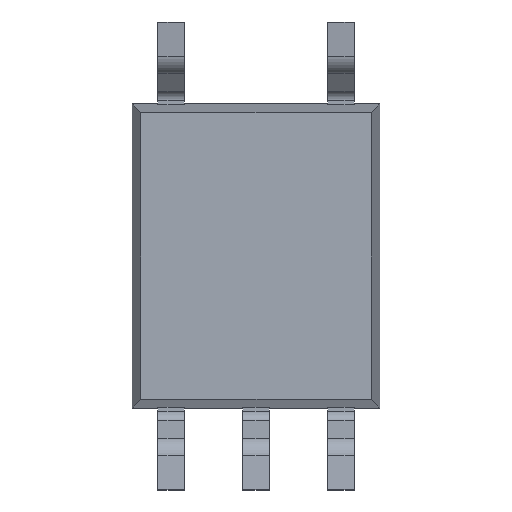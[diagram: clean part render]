
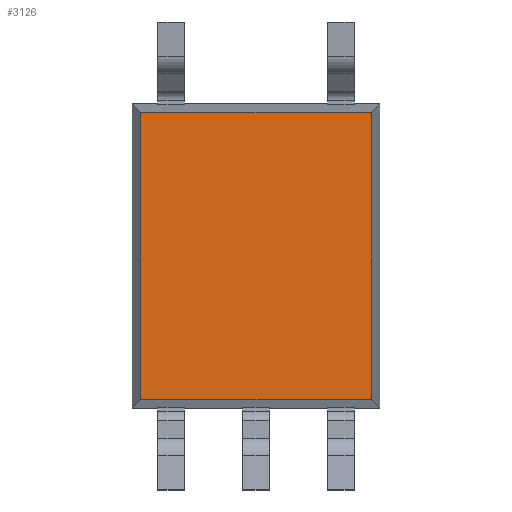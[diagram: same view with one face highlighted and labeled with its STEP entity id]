
A CAD part, front view. The second image highlights one B-rep face of the part: STEP entity #3126.
In plain terms, the highlighted planar face has unit normal (0, -1, 0).
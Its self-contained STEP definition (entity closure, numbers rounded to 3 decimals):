
#41 = VECTOR ( 'NONE', #3634, 1000. ) ;
#160 = VECTOR ( 'NONE', #2726, 1000. ) ;
#169 = ORIENTED_EDGE ( 'NONE', *, *, #362, .F. ) ;
#200 = CARTESIAN_POINT ( 'NONE',  ( 0., -1.05, 0. ) ) ;
#225 = ORIENTED_EDGE ( 'NONE', *, *, #3667, .F. ) ;
#362 = EDGE_CURVE ( 'NONE', #4228, #3611, #911, .T. ) ;
#466 = CARTESIAN_POINT ( 'NONE',  ( 1.721, -1.05, -2.146 ) ) ;
#484 = PLANE ( 'NONE',  #3331 ) ;
#527 = CARTESIAN_POINT ( 'NONE',  ( -1.721, -1.05, 0. ) ) ;
#631 = CARTESIAN_POINT ( 'NONE',  ( -1.721, -1.05, 2.146 ) ) ;
#746 = CARTESIAN_POINT ( 'NONE',  ( 1.721, -1.05, 2.146 ) ) ;
#784 = VERTEX_POINT ( 'NONE', #4052 ) ;
#875 = ORIENTED_EDGE ( 'NONE', *, *, #2230, .F. ) ;
#911 = LINE ( 'NONE', #1779, #3297 ) ;
#1464 = LINE ( 'NONE', #527, #41 ) ;
#1642 = EDGE_LOOP ( 'NONE', ( #169, #3549, #225, #875 ) ) ;
#1779 = CARTESIAN_POINT ( 'NONE',  ( 1.721, -1.05, 0. ) ) ;
#2160 = FACE_OUTER_BOUND ( 'NONE', #1642, .T. ) ;
#2230 = EDGE_CURVE ( 'NONE', #3611, #784, #2980, .T. ) ;
#2726 = DIRECTION ( 'NONE',  ( -1., 0., 0. ) ) ;
#2898 = EDGE_CURVE ( 'NONE', #2943, #4228, #3670, .T. ) ;
#2928 = DIRECTION ( 'NONE',  ( 0., 0., 1. ) ) ;
#2943 = VERTEX_POINT ( 'NONE', #631 ) ;
#2980 = LINE ( 'NONE', #3072, #160 ) ;
#3072 = CARTESIAN_POINT ( 'NONE',  ( 0., -1.05, -2.146 ) ) ;
#3090 = CARTESIAN_POINT ( 'NONE',  ( 0., -1.05, 2.146 ) ) ;
#3126 = ADVANCED_FACE ( 'NONE', ( #2160 ), #484, .F. ) ;
#3129 = DIRECTION ( 'NONE',  ( 0., 0., -1. ) ) ;
#3297 = VECTOR ( 'NONE', #3129, 1000. ) ;
#3331 = AXIS2_PLACEMENT_3D ( 'NONE', #200, #4339, #2928 ) ;
#3549 = ORIENTED_EDGE ( 'NONE', *, *, #2898, .F. ) ;
#3611 = VERTEX_POINT ( 'NONE', #466 ) ;
#3634 = DIRECTION ( 'NONE',  ( 0., 0., 1. ) ) ;
#3667 = EDGE_CURVE ( 'NONE', #784, #2943, #1464, .T. ) ;
#3670 = LINE ( 'NONE', #3090, #4046 ) ;
#4046 = VECTOR ( 'NONE', #4441, 1000. ) ;
#4052 = CARTESIAN_POINT ( 'NONE',  ( -1.721, -1.05, -2.146 ) ) ;
#4228 = VERTEX_POINT ( 'NONE', #746 ) ;
#4339 = DIRECTION ( 'NONE',  ( 0., 1., 0. ) ) ;
#4441 = DIRECTION ( 'NONE',  ( 1., 0., 0. ) ) ;
